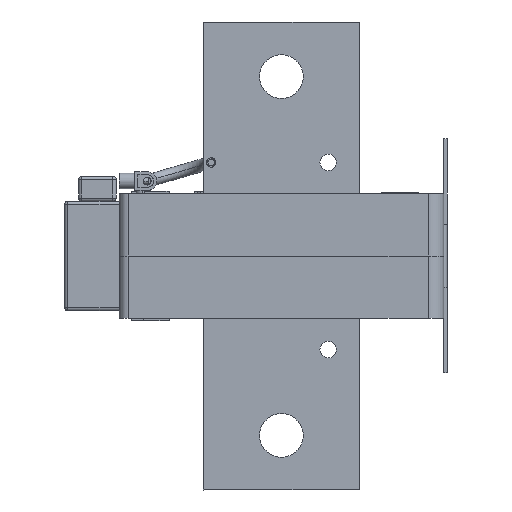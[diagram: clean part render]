
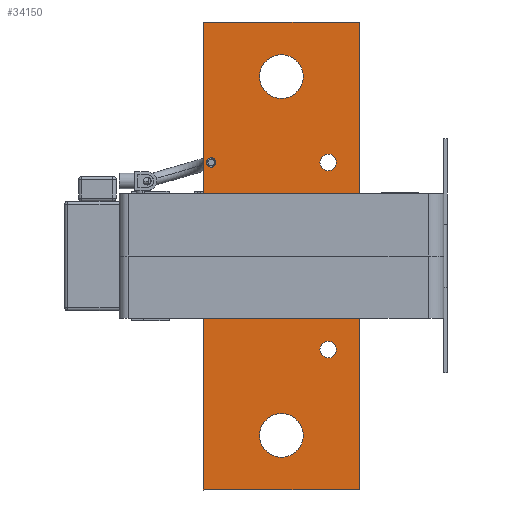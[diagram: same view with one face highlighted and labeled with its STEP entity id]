
A CAD part, left-side view. The second image highlights one B-rep face of the part: STEP entity #34150.
In plain terms, the highlighted face is planar.
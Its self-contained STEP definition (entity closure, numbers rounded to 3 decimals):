
#244 = DIRECTION ( 'NONE',  ( 0., 0., -1. ) ) ;
#1252 = DIRECTION ( 'NONE',  ( 0., 0., 1. ) ) ;
#1298 = ORIENTED_EDGE ( 'NONE', *, *, #22015, .F. ) ;
#1538 = DIRECTION ( 'NONE',  ( 0., 0., -1. ) ) ;
#1556 = DIRECTION ( 'NONE',  ( 1., 0., 0. ) ) ;
#1820 = DIRECTION ( 'NONE',  ( 1., 0., 0. ) ) ;
#1825 = EDGE_CURVE ( 'NONE', #2011, #12761, #20903, .T. ) ;
#1833 = CIRCLE ( 'NONE', #31153, 7. ) ;
#2011 = VERTEX_POINT ( 'NONE', #21513 ) ;
#2189 = CARTESIAN_POINT ( 'NONE',  ( -75., -25., -4. ) ) ;
#2799 = AXIS2_PLACEMENT_3D ( 'NONE', #17739, #1252, #20445 ) ;
#2805 = CARTESIAN_POINT ( 'NONE',  ( 64.5, 0., -4. ) ) ;
#3268 = VERTEX_POINT ( 'NONE', #28231 ) ;
#3783 = CARTESIAN_POINT ( 'NONE',  ( 30., 15., -4. ) ) ;
#3957 = EDGE_CURVE ( 'NONE', #18765, #31965, #1833, .T. ) ;
#4965 = ORIENTED_EDGE ( 'NONE', *, *, #24076, .F. ) ;
#5306 = AXIS2_PLACEMENT_3D ( 'NONE', #29722, #13564, #32395 ) ;
#5878 = DIRECTION ( 'NONE',  ( 0., 0., -1. ) ) ;
#6066 = EDGE_LOOP ( 'NONE', ( #15914, #12853 ) ) ;
#6290 = FACE_BOUND ( 'NONE', #20665, .T. ) ;
#6622 = DIRECTION ( 'NONE',  ( -1., 0., 0. ) ) ;
#7194 = VERTEX_POINT ( 'NONE', #28660 ) ;
#7438 = EDGE_CURVE ( 'NONE', #32504, #3268, #33559, .T. ) ;
#7491 = AXIS2_PLACEMENT_3D ( 'NONE', #22156, #5878, #24894 ) ;
#7563 = ORIENTED_EDGE ( 'NONE', *, *, #7438, .T. ) ;
#8060 = CARTESIAN_POINT ( 'NONE',  ( 30., 15., -4. ) ) ;
#8182 = DIRECTION ( 'NONE',  ( 0., 0., 1. ) ) ;
#9117 = CIRCLE ( 'NONE', #14556, 2.65 ) ;
#9685 = CARTESIAN_POINT ( 'NONE',  ( 28.5, -22.5, -4. ) ) ;
#9700 = DIRECTION ( 'NONE',  ( 0., 1., 0. ) ) ;
#10039 = ORIENTED_EDGE ( 'NONE', *, *, #22741, .F. ) ;
#10293 = ORIENTED_EDGE ( 'NONE', *, *, #16763, .F. ) ;
#10841 = DIRECTION ( 'NONE',  ( -1., 0., 0. ) ) ;
#10869 = VERTEX_POINT ( 'NONE', #22255 ) ;
#10973 = ORIENTED_EDGE ( 'NONE', *, *, #1825, .F. ) ;
#11244 = AXIS2_PLACEMENT_3D ( 'NONE', #24385, #8182, #27115 ) ;
#11737 = LINE ( 'NONE', #28582, #32368 ) ;
#12077 = EDGE_CURVE ( 'NONE', #31965, #18765, #28879, .T. ) ;
#12471 = AXIS2_PLACEMENT_3D ( 'NONE', #34439, #18265, #1820 ) ;
#12514 = CIRCLE ( 'NONE', #5306, 1.5 ) ;
#12637 = ORIENTED_EDGE ( 'NONE', *, *, #21848, .F. ) ;
#12761 = VERTEX_POINT ( 'NONE', #34854 ) ;
#12853 = ORIENTED_EDGE ( 'NONE', *, *, #12077, .T. ) ;
#13000 = VERTEX_POINT ( 'NONE', #14357 ) ;
#13359 = CARTESIAN_POINT ( 'NONE',  ( -75., -25., -4. ) ) ;
#13564 = DIRECTION ( 'NONE',  ( 0., 0., 1. ) ) ;
#14090 = PLANE ( 'NONE',  #24077 ) ;
#14357 = CARTESIAN_POINT ( 'NONE',  ( 27.35, 15., -4. ) ) ;
#14469 = FACE_BOUND ( 'NONE', #20415, .T. ) ;
#14556 = AXIS2_PLACEMENT_3D ( 'NONE', #8060, #27000, #10841 ) ;
#14832 = CARTESIAN_POINT ( 'NONE',  ( 75., 25., -4. ) ) ;
#15092 = CARTESIAN_POINT ( 'NONE',  ( 32.65, 15., -4. ) ) ;
#15804 = LINE ( 'NONE', #2189, #30988 ) ;
#15914 = ORIENTED_EDGE ( 'NONE', *, *, #3957, .T. ) ;
#16007 = DIRECTION ( 'NONE',  ( 0., 0., 1. ) ) ;
#16197 = ORIENTED_EDGE ( 'NONE', *, *, #24974, .F. ) ;
#16568 = VERTEX_POINT ( 'NONE', #9685 ) ;
#16742 = VERTEX_POINT ( 'NONE', #29257 ) ;
#16761 = LINE ( 'NONE', #13359, #31092 ) ;
#16763 = EDGE_CURVE ( 'NONE', #10869, #7194, #15804, .T. ) ;
#17739 = CARTESIAN_POINT ( 'NONE',  ( 30., -22.5, -4. ) ) ;
#18002 = CARTESIAN_POINT ( 'NONE',  ( -30., 15., -4. ) ) ;
#18017 = DIRECTION ( 'NONE',  ( 0., 0., 1. ) ) ;
#18265 = DIRECTION ( 'NONE',  ( 0., 0., 1. ) ) ;
#18765 = VERTEX_POINT ( 'NONE', #2805 ) ;
#19471 = VERTEX_POINT ( 'NONE', #14832 ) ;
#19489 = DIRECTION ( 'NONE',  ( -1., 0., 0. ) ) ;
#19509 = ORIENTED_EDGE ( 'NONE', *, *, #30494, .F. ) ;
#19688 = ORIENTED_EDGE ( 'NONE', *, *, #31202, .T. ) ;
#19724 = CARTESIAN_POINT ( 'NONE',  ( -64.5, 0., -4. ) ) ;
#19919 = FACE_OUTER_BOUND ( 'NONE', #23141, .T. ) ;
#20415 = EDGE_LOOP ( 'NONE', ( #10973, #4965 ) ) ;
#20445 = DIRECTION ( 'NONE',  ( 1., 0., 0. ) ) ;
#20665 = EDGE_LOOP ( 'NONE', ( #29480, #7563 ) ) ;
#20711 = DIRECTION ( 'NONE',  ( -1., 0., 0. ) ) ;
#20732 = FACE_BOUND ( 'NONE', #6066, .T. ) ;
#20783 = VERTEX_POINT ( 'NONE', #15092 ) ;
#20903 = CIRCLE ( 'NONE', #22063, 2.65 ) ;
#21326 = DIRECTION ( 'NONE',  ( 1., 0., 0. ) ) ;
#21513 = CARTESIAN_POINT ( 'NONE',  ( -27.35, 15., -4. ) ) ;
#21789 = CIRCLE ( 'NONE', #7491, 2.65 ) ;
#21848 = EDGE_CURVE ( 'NONE', #19471, #33980, #29022, .T. ) ;
#22015 = EDGE_CURVE ( 'NONE', #33980, #10869, #16761, .T. ) ;
#22063 = AXIS2_PLACEMENT_3D ( 'NONE', #18002, #1538, #20711 ) ;
#22156 = CARTESIAN_POINT ( 'NONE',  ( -30., 15., -4. ) ) ;
#22215 = CARTESIAN_POINT ( 'NONE',  ( 50.5, 0., -4. ) ) ;
#22255 = CARTESIAN_POINT ( 'NONE',  ( -75., -25., -4. ) ) ;
#22482 = EDGE_CURVE ( 'NONE', #3268, #32504, #23048, .T. ) ;
#22741 = EDGE_CURVE ( 'NONE', #13000, #20783, #9117, .T. ) ;
#22877 = DIRECTION ( 'NONE',  ( 0., 0., -1. ) ) ;
#23048 = CIRCLE ( 'NONE', #27876, 7. ) ;
#23141 = EDGE_LOOP ( 'NONE', ( #1298, #12637, #19509, #10293 ) ) ;
#23417 = CIRCLE ( 'NONE', #27261, 2.65 ) ;
#24076 = EDGE_CURVE ( 'NONE', #12761, #2011, #21789, .T. ) ;
#24077 = AXIS2_PLACEMENT_3D ( 'NONE', #32922, #244, #19489 ) ;
#24385 = CARTESIAN_POINT ( 'NONE',  ( -57.5, 0., -4. ) ) ;
#24894 = DIRECTION ( 'NONE',  ( -1., 0., 0. ) ) ;
#24974 = EDGE_CURVE ( 'NONE', #20783, #13000, #23417, .T. ) ;
#25753 = CARTESIAN_POINT ( 'NONE',  ( -75., 25., -4. ) ) ;
#25956 = ORIENTED_EDGE ( 'NONE', *, *, #33739, .T. ) ;
#27000 = DIRECTION ( 'NONE',  ( 0., 0., -1. ) ) ;
#27107 = FACE_BOUND ( 'NONE', #35310, .T. ) ;
#27115 = DIRECTION ( 'NONE',  ( 1., 0., 0. ) ) ;
#27261 = AXIS2_PLACEMENT_3D ( 'NONE', #3783, #22877, #6622 ) ;
#27876 = AXIS2_PLACEMENT_3D ( 'NONE', #34180, #18017, #1556 ) ;
#28231 = CARTESIAN_POINT ( 'NONE',  ( -50.5, 0., -4. ) ) ;
#28459 = DIRECTION ( 'NONE',  ( -1., 0., 0. ) ) ;
#28582 = CARTESIAN_POINT ( 'NONE',  ( 75., -25., -4. ) ) ;
#28660 = CARTESIAN_POINT ( 'NONE',  ( 75., -25., -4. ) ) ;
#28879 = CIRCLE ( 'NONE', #12471, 7. ) ;
#29022 = LINE ( 'NONE', #25753, #29867 ) ;
#29257 = CARTESIAN_POINT ( 'NONE',  ( 31.5, -22.5, -4. ) ) ;
#29480 = ORIENTED_EDGE ( 'NONE', *, *, #22482, .T. ) ;
#29510 = DIRECTION ( 'NONE',  ( 0., -1., 0. ) ) ;
#29722 = CARTESIAN_POINT ( 'NONE',  ( 30., -22.5, -4. ) ) ;
#29867 = VECTOR ( 'NONE', #28459, 1000. ) ;
#30494 = EDGE_CURVE ( 'NONE', #7194, #19471, #11737, .T. ) ;
#30988 = VECTOR ( 'NONE', #21326, 1000. ) ;
#31092 = VECTOR ( 'NONE', #29510, 1000. ) ;
#31153 = AXIS2_PLACEMENT_3D ( 'NONE', #32155, #16007, #34883 ) ;
#31202 = EDGE_CURVE ( 'NONE', #16568, #16742, #12514, .T. ) ;
#31291 = EDGE_LOOP ( 'NONE', ( #16197, #10039 ) ) ;
#31965 = VERTEX_POINT ( 'NONE', #22215 ) ;
#32155 = CARTESIAN_POINT ( 'NONE',  ( 57.5, 0., -4. ) ) ;
#32368 = VECTOR ( 'NONE', #9700, 1000. ) ;
#32395 = DIRECTION ( 'NONE',  ( 1., 0., 0. ) ) ;
#32504 = VERTEX_POINT ( 'NONE', #19724 ) ;
#32587 = CIRCLE ( 'NONE', #2799, 1.5 ) ;
#32922 = CARTESIAN_POINT ( 'NONE',  ( 0., 0., -4. ) ) ;
#33559 = CIRCLE ( 'NONE', #11244, 7. ) ;
#33739 = EDGE_CURVE ( 'NONE', #16742, #16568, #32587, .T. ) ;
#33980 = VERTEX_POINT ( 'NONE', #34833 ) ;
#34150 = ADVANCED_FACE ( 'NONE', ( #34255, #14469, #20732, #6290, #27107, #19919 ), #14090, .T. ) ;
#34180 = CARTESIAN_POINT ( 'NONE',  ( -57.5, 0., -4. ) ) ;
#34255 = FACE_BOUND ( 'NONE', #31291, .T. ) ;
#34439 = CARTESIAN_POINT ( 'NONE',  ( 57.5, 0., -4. ) ) ;
#34833 = CARTESIAN_POINT ( 'NONE',  ( -75., 25., -4. ) ) ;
#34854 = CARTESIAN_POINT ( 'NONE',  ( -32.65, 15., -4. ) ) ;
#34883 = DIRECTION ( 'NONE',  ( 1., 0., 0. ) ) ;
#35310 = EDGE_LOOP ( 'NONE', ( #25956, #19688 ) ) ;
